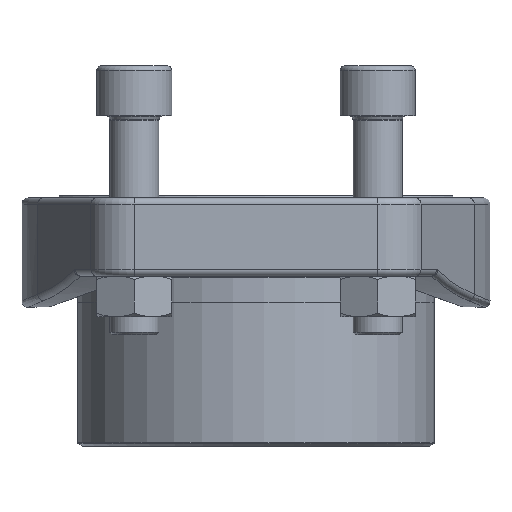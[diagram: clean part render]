
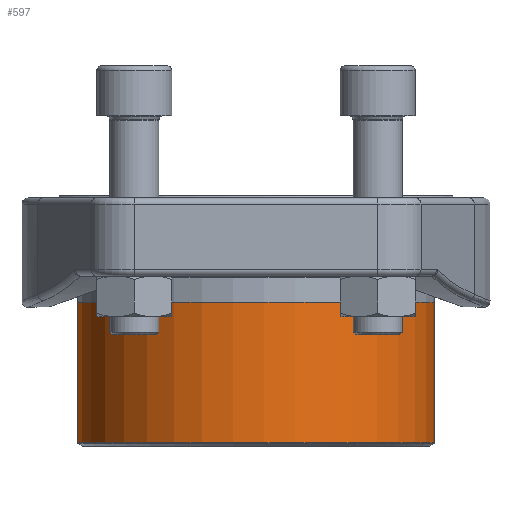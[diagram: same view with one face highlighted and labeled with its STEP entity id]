
A CAD part, left-side view. The second image highlights one B-rep face of the part: STEP entity #597.
In plain terms, the highlighted cylindrical face has radius 57.15 mm (diameter 114.3 mm), a full revolution.
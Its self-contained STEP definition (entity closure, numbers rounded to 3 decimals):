
#419=CYLINDRICAL_SURFACE('',#2281,57.15);
#477=FACE_BOUND('',#894,.T.);
#478=FACE_BOUND('',#895,.T.);
#597=ADVANCED_FACE('',(#477,#478),#419,.T.);
#894=EDGE_LOOP('',(#1158));
#895=EDGE_LOOP('',(#1159));
#1158=ORIENTED_EDGE('',*,*,#1836,.T.);
#1159=ORIENTED_EDGE('',*,*,#1837,.T.);
#1641=VERTEX_POINT('',#3358);
#1642=VERTEX_POINT('',#3360);
#1836=EDGE_CURVE('',#1641,#1641,#2085,.T.);
#1837=EDGE_CURVE('',#1642,#1642,#2086,.T.);
#2085=CIRCLE('',#2279,57.15);
#2086=CIRCLE('',#2280,57.15);
#2279=AXIS2_PLACEMENT_3D('',#3357,#2671,#2672);
#2280=AXIS2_PLACEMENT_3D('',#3359,#2673,#2674);
#2281=AXIS2_PLACEMENT_3D('',#3361,#2675,#2676);
#2671=DIRECTION('',(1.,0.,0.));
#2672=DIRECTION('',(0.,0.,-1.));
#2673=DIRECTION('',(-1.,0.,0.));
#2674=DIRECTION('',(0.,0.,-1.));
#2675=DIRECTION('',(-1.,0.,0.));
#2676=DIRECTION('',(0.,0.,1.));
#3357=CARTESIAN_POINT('',(34.002,0.,0.));
#3358=CARTESIAN_POINT('',(34.002,0.,-57.15));
#3359=CARTESIAN_POINT('',(78.903,0.,0.));
#3360=CARTESIAN_POINT('',(78.903,0.,-57.15));
#3361=CARTESIAN_POINT('',(0.,0.,0.));
